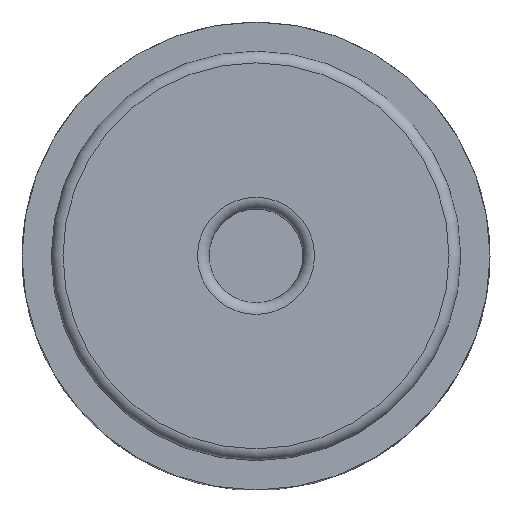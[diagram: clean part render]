
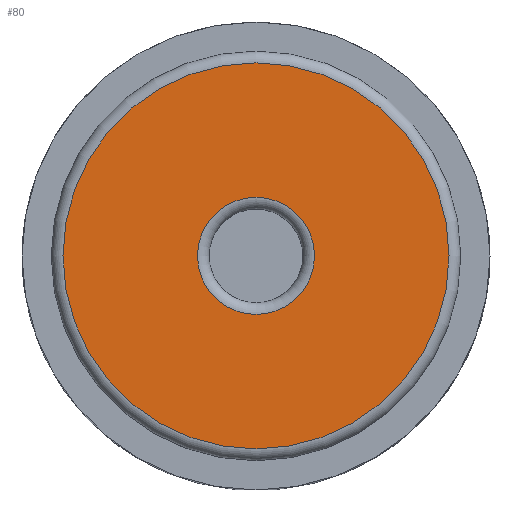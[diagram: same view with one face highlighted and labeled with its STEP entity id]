
A CAD part, top view. The second image highlights one B-rep face of the part: STEP entity #80.
In plain terms, the highlighted planar face has unit normal (0, 0, 1).
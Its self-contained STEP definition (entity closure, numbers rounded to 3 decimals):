
#13=DIRECTION('',(0.,0.,1.));
#33=DIRECTION('',(1.,0.,0.));
#40=DIRECTION('',(0.,0.,-1.));
#41=DIRECTION('',(1.,0.,0.));
#50=VERTEX_POINT('',#51);
#51=CARTESIAN_POINT('',(10.41,0.,14.03));
#58=ORIENTED_EDGE('',*,*,#59,.F.);
#59=EDGE_CURVE('',#50,#50,#60,.T.);
#60=CIRCLE('',#61,6.6);
#61=AXIS2_PLACEMENT_3D('',#62,#40,#41);
#62=CARTESIAN_POINT('',(3.81,0.,14.03));
#80=ADVANCED_FACE('',(#81,#83),#90,.T.);
#81=FACE_BOUND('',#82,.T.);
#82=EDGE_LOOP('',(#58));
#83=FACE_BOUND('',#84,.T.);
#84=EDGE_LOOP('',(#85));
#85=ORIENTED_EDGE('',*,*,#86,.T.);
#86=EDGE_CURVE('',#87,#87,#89,.T.);
#87=VERTEX_POINT('',#88);
#88=CARTESIAN_POINT('',(5.81,0.,14.03));
#89=CIRCLE('',#61,2.);
#90=PLANE('',#91);
#91=AXIS2_PLACEMENT_3D('',#92,#13,#33);
#92=CARTESIAN_POINT('',(3.81,0.,14.03));
